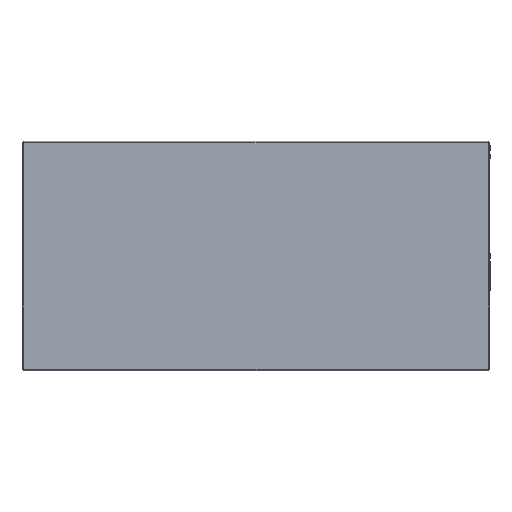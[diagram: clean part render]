
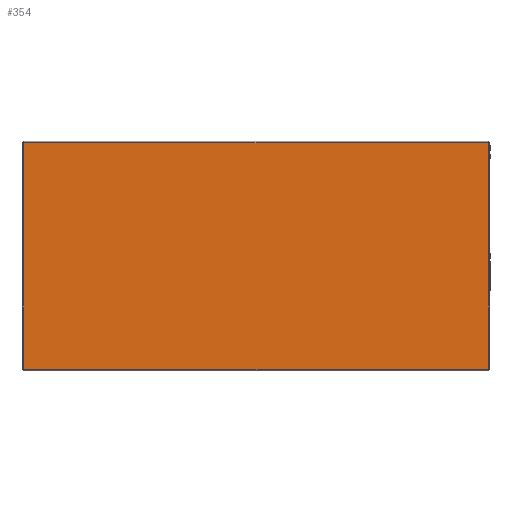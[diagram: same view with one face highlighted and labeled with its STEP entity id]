
A CAD part, top view. The second image highlights one B-rep face of the part: STEP entity #354.
In plain terms, the highlighted planar face has unit normal (0, 0, 1).
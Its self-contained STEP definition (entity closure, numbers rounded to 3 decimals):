
#14 = VERTEX_POINT ( 'NONE', #110 ) ;
#95 = ORIENTED_EDGE ( 'NONE', *, *, #1198, .T. ) ;
#110 = CARTESIAN_POINT ( 'NONE',  ( 350.5, -170.5, 0. ) ) ;
#154 = CARTESIAN_POINT ( 'NONE',  ( 350.5, 170.5, 0. ) ) ;
#191 = EDGE_LOOP ( 'NONE', ( #1128, #95, #1245, #1449 ) ) ;
#253 = EDGE_CURVE ( 'NONE', #14, #2134, #808, .T. ) ;
#258 = CARTESIAN_POINT ( 'NONE',  ( 350.5, 170.5, 0. ) ) ;
#266 = VERTEX_POINT ( 'NONE', #1278 ) ;
#304 = CARTESIAN_POINT ( 'NONE',  ( 350.5, -170.5, 0. ) ) ;
#334 = LINE ( 'NONE', #1306, #1563 ) ;
#343 = CARTESIAN_POINT ( 'NONE',  ( 350.5, -170.5, 0. ) ) ;
#354 = ADVANCED_FACE ( 'NONE', ( #1854 ), #1167, .T. ) ;
#456 = EDGE_CURVE ( 'NONE', #1195, #266, #334, .T. ) ;
#488 = VECTOR ( 'NONE', #1133, 1000. ) ;
#506 = CARTESIAN_POINT ( 'NONE',  ( 0., 0., 0. ) ) ;
#603 = DIRECTION ( 'NONE',  ( -1., 0., 0. ) ) ;
#655 = CARTESIAN_POINT ( 'NONE',  ( -350.5, 170.5, 0. ) ) ;
#659 = DIRECTION ( 'NONE',  ( 0., 0., 1. ) ) ;
#808 = LINE ( 'NONE', #304, #488 ) ;
#1023 = VECTOR ( 'NONE', #603, 1000. ) ;
#1026 = LINE ( 'NONE', #343, #2089 ) ;
#1128 = ORIENTED_EDGE ( 'NONE', *, *, #456, .T. ) ;
#1133 = DIRECTION ( 'NONE',  ( 0., 1., 0. ) ) ;
#1167 = PLANE ( 'NONE',  #1943 ) ;
#1195 = VERTEX_POINT ( 'NONE', #655 ) ;
#1198 = EDGE_CURVE ( 'NONE', #266, #14, #1026, .T. ) ;
#1245 = ORIENTED_EDGE ( 'NONE', *, *, #253, .T. ) ;
#1278 = CARTESIAN_POINT ( 'NONE',  ( -350.5, -170.5, 0. ) ) ;
#1306 = CARTESIAN_POINT ( 'NONE',  ( -350.5, -170.5, 0. ) ) ;
#1449 = ORIENTED_EDGE ( 'NONE', *, *, #1496, .T. ) ;
#1495 = DIRECTION ( 'NONE',  ( 1., 0., 0. ) ) ;
#1496 = EDGE_CURVE ( 'NONE', #2134, #1195, #2032, .T. ) ;
#1563 = VECTOR ( 'NONE', #1662, 1000. ) ;
#1662 = DIRECTION ( 'NONE',  ( 0., -1., 0. ) ) ;
#1843 = DIRECTION ( 'NONE',  ( 1., 0., 0. ) ) ;
#1854 = FACE_OUTER_BOUND ( 'NONE', #191, .T. ) ;
#1943 = AXIS2_PLACEMENT_3D ( 'NONE', #506, #659, #1495 ) ;
#2032 = LINE ( 'NONE', #154, #1023 ) ;
#2089 = VECTOR ( 'NONE', #1843, 1000. ) ;
#2134 = VERTEX_POINT ( 'NONE', #258 ) ;
